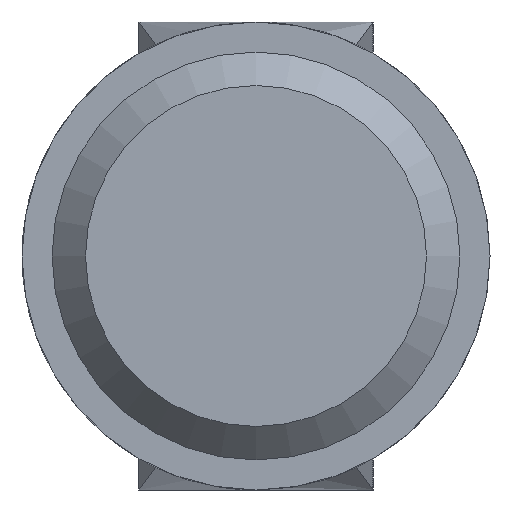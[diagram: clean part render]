
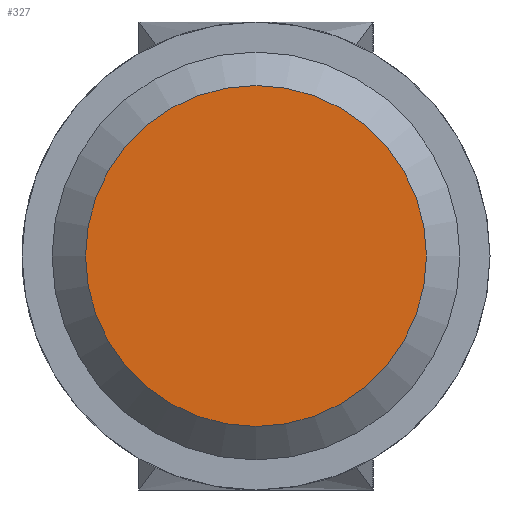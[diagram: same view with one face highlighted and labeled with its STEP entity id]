
A CAD part, left-side view. The second image highlights one B-rep face of the part: STEP entity #327.
In plain terms, the highlighted planar face has unit normal (-1, 0, 0).
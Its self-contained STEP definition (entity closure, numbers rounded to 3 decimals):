
#22=PLANE('',#364);
#41=FACE_OUTER_BOUND('',#61,.T.);
#61=EDGE_LOOP('',(#240));
#138=CIRCLE('',#360,5.1);
#157=VERTEX_POINT('',#501);
#186=EDGE_CURVE('',#157,#157,#138,.T.);
#240=ORIENTED_EDGE('',*,*,#186,.F.);
#327=ADVANCED_FACE('',(#41),#22,.F.);
#360=AXIS2_PLACEMENT_3D('',#502,#400,#401);
#364=AXIS2_PLACEMENT_3D('',#510,#410,#411);
#400=DIRECTION('center_axis',(1.,0.,0.));
#401=DIRECTION('ref_axis',(0.,1.,0.));
#410=DIRECTION('center_axis',(1.,0.,0.));
#411=DIRECTION('ref_axis',(0.,1.,0.));
#501=CARTESIAN_POINT('',(-20.,-5.1,0.));
#502=CARTESIAN_POINT('Origin',(-20.,0.,0.));
#510=CARTESIAN_POINT('Origin',(-20.,0.,0.));
